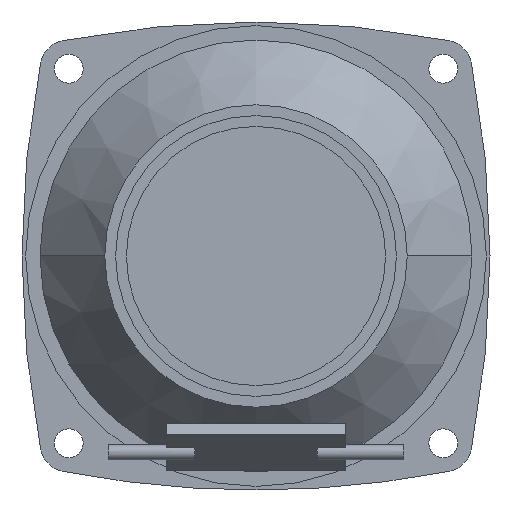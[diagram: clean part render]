
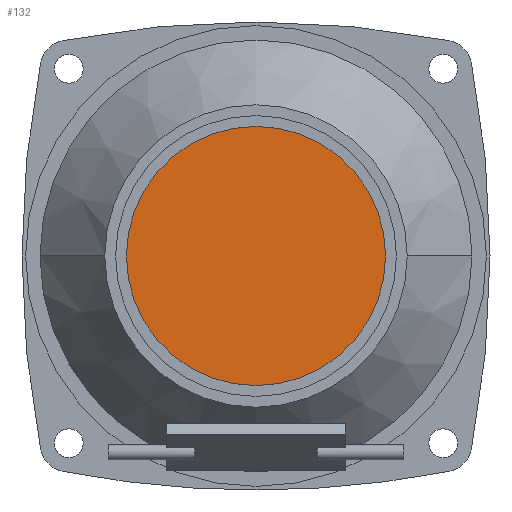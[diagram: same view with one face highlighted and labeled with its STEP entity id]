
A CAD part, front view. The second image highlights one B-rep face of the part: STEP entity #132.
In plain terms, the highlighted planar face has unit normal (0, -1, 0).
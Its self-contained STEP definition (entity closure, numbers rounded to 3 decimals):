
#132 = ADVANCED_FACE ( 'NONE', ( #1213 ), #1670, .F. ) ;
#164 = CIRCLE ( 'NONE', #954, 18. ) ;
#239 = CARTESIAN_POINT ( 'NONE',  ( 18., -25., 0. ) ) ;
#299 = DIRECTION ( 'NONE',  ( 0., 1., 0. ) ) ;
#313 = VERTEX_POINT ( 'NONE', #1815 ) ;
#614 = DIRECTION ( 'NONE',  ( -1., 0., 0. ) ) ;
#921 = AXIS2_PLACEMENT_3D ( 'NONE', #1534, #1436, #1476 ) ;
#954 = AXIS2_PLACEMENT_3D ( 'NONE', #1339, #299, #1481 ) ;
#1124 = ORIENTED_EDGE ( 'NONE', *, *, #1348, .F. ) ;
#1177 = AXIS2_PLACEMENT_3D ( 'NONE', #239, #1678, #614 ) ;
#1213 = FACE_OUTER_BOUND ( 'NONE', #1533, .T. ) ;
#1306 = EDGE_CURVE ( 'NONE', #1536, #313, #164, .T. ) ;
#1339 = CARTESIAN_POINT ( 'NONE',  ( 0., -25., 0. ) ) ;
#1348 = EDGE_CURVE ( 'NONE', #313, #1536, #1953, .T. ) ;
#1375 = ORIENTED_EDGE ( 'NONE', *, *, #1306, .F. ) ;
#1436 = DIRECTION ( 'NONE',  ( 0., 1., 0. ) ) ;
#1476 = DIRECTION ( 'NONE',  ( -1., 0., 0. ) ) ;
#1481 = DIRECTION ( 'NONE',  ( -1., 0., 0. ) ) ;
#1520 = CARTESIAN_POINT ( 'NONE',  ( 18., -25., 0. ) ) ;
#1533 = EDGE_LOOP ( 'NONE', ( #1124, #1375 ) ) ;
#1534 = CARTESIAN_POINT ( 'NONE',  ( 0., -25., 0. ) ) ;
#1536 = VERTEX_POINT ( 'NONE', #1520 ) ;
#1670 = PLANE ( 'NONE',  #1177 ) ;
#1678 = DIRECTION ( 'NONE',  ( 0., 1., 0. ) ) ;
#1815 = CARTESIAN_POINT ( 'NONE',  ( -18., -25., 0. ) ) ;
#1953 = CIRCLE ( 'NONE', #921, 18. ) ;
